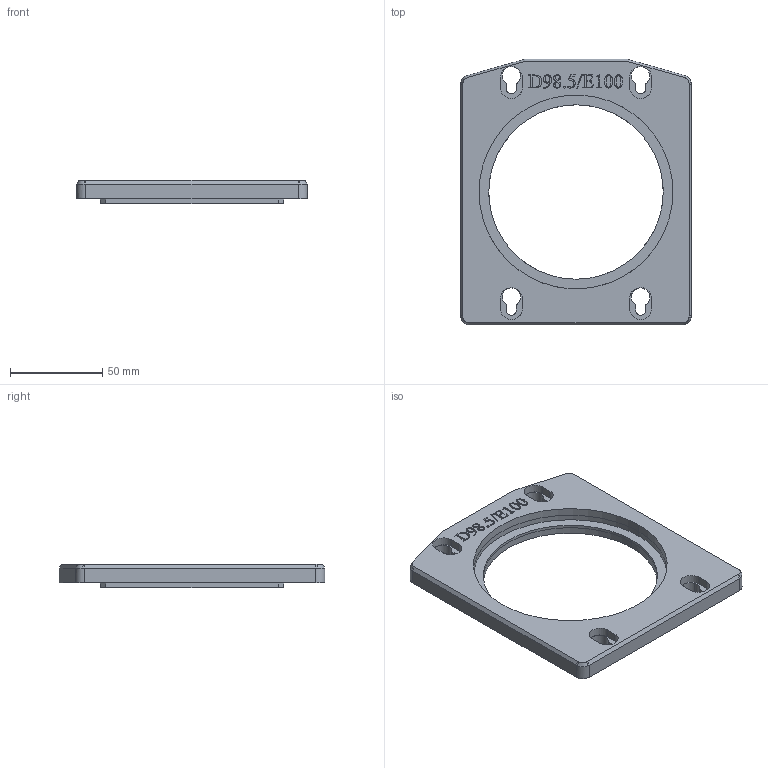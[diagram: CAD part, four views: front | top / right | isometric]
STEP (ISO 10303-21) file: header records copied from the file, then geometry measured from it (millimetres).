
FILE_DESCRIPTION(/* description */ (''),/* implementation_level */ '2;1');
FILE_NAME(/* name */ 'RE2803~1',/* time_stamp */ '2022-01-04T22:17:21+01:00',/* author */ (''),/* organization */ (''),/* preprocessor_version */ 'ST-DEVELOPER v16.5',/* originating_system */ '',/* authorisation */ '');
FILE_SCHEMA (('AUTOMOTIVE_DESIGN'));
Length unit declared in the file: millimetre
Products named in the file (1): Document
Bounding box: 125.03 x 143.97 x 12.53 mm (x, y, z)
Volume: 95083.8 mm3; surface area: 32349.4 mm2
Topology: 1 solids, 1 shells, 190 faces, 484 edges, 318 vertices
Faces by surface type: plane 102, bspline 88
Entity records: 6734 total; most frequent: CARTESIAN_POINT 3593, ORIENTED_EDGE 968, EDGE_CURVE 484, B_SPLINE_CURVE_WITH_KNOTS 349, VERTEX_POINT 318, EDGE_LOOP 222, ADVANCED_FACE 190, FACE_OUTER_BOUND 190
